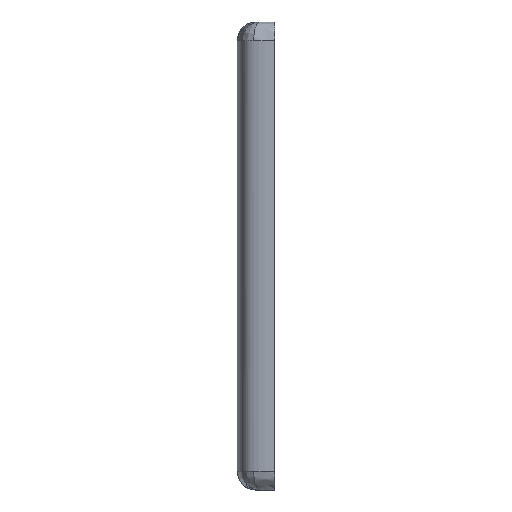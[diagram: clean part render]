
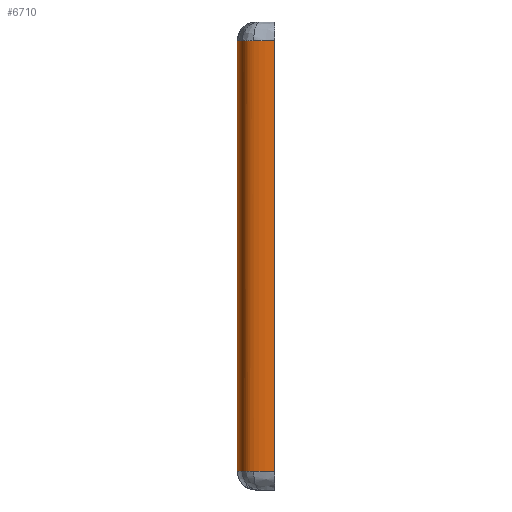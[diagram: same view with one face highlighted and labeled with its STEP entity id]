
A CAD part, left-side view. The second image highlights one B-rep face of the part: STEP entity #6710.
In plain terms, the highlighted free-form (B-spline) face has degree [4, 1] with [8, 2] control points.
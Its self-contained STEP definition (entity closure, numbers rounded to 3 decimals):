
#194=B_SPLINE_SURFACE_WITH_KNOTS('',4,1,((#12557,#12558),(#12559,#12560),
(#12561,#12562),(#12563,#12564),(#12565,#12566),(#12567,#12568),(#12569,
#12570),(#12571,#12572)),.UNSPECIFIED.,.F.,.F.,.F.,(5,1,1,1,5),(2,2),(-1.,
-0.733,-0.483,-0.233,0.),(-2.5,2.5),
 .UNSPECIFIED.);
#656=B_SPLINE_CURVE_WITH_KNOTS('',3,(#12574,#12575,#12576,#12577,#12578,
#12579,#12580,#12581,#12582,#12583),.UNSPECIFIED.,.F.,.F.,(4,1,1,1,1,1,
1,4),(-1.042,-0.451,-0.304,-0.156,
-0.082,-0.045,-0.026,-0.008),
 .UNSPECIFIED.);
#657=B_SPLINE_CURVE_WITH_KNOTS('',3,(#12585,#12586,#12587,#12588,#12589,
#12590,#12591,#12592,#12593,#12594),.UNSPECIFIED.,.F.,.F.,(4,1,1,1,1,1,
1,4),(-1.034,-1.016,-0.998,-0.961,
-0.887,-0.739,-0.591,0.),
 .UNSPECIFIED.);
#658=B_SPLINE_CURVE_WITH_KNOTS('',3,(#12596,#12597,#12598,#12599),
 .UNSPECIFIED.,.F.,.F.,(4,4),(-1.,0.),.UNSPECIFIED.);
#659=B_SPLINE_CURVE_WITH_KNOTS('',3,(#12601,#12602,#12603,#12604,#12605,
#12606,#12607,#12608),.UNSPECIFIED.,.F.,.F.,(4,1,1,1,1,4),(-0.172,
-0.101,-0.055,-0.031,-0.02,
-0.008),.UNSPECIFIED.);
#660=B_SPLINE_CURVE_WITH_KNOTS('',3,(#12610,#12611,#12612,#12613,#12614,
#12615),.UNSPECIFIED.,.F.,.F.,(4,2,4),(-4.8,-2.5,-0.2),
 .UNSPECIFIED.);
#661=B_SPLINE_CURVE_WITH_KNOTS('',3,(#12617,#12618,#12619,#12620,#12621,
#12622,#12623),.UNSPECIFIED.,.F.,.F.,(4,1,1,1,4),(-1.086,-1.063,
-1.039,-0.993,-0.923),.UNSPECIFIED.);
#662=B_SPLINE_CURVE_WITH_KNOTS('',3,(#12624,#12625,#12626,#12627,#12628),
 .UNSPECIFIED.,.F.,.F.,(4,1,4),(0.,0.571,1.),.UNSPECIFIED.);
#1030=FACE_OUTER_BOUND('',#1431,.T.);
#1431=EDGE_LOOP('',(#6085,#6086,#6087,#6088,#6089,#6090,#6091,#6092));
#1892=LINE('',#10943,#2440);
#2440=VECTOR('',#7534,46.);
#3073=VERTEX_POINT('',#10941);
#3074=VERTEX_POINT('',#10942);
#3191=VERTEX_POINT('',#12573);
#3192=VERTEX_POINT('',#12584);
#3193=VERTEX_POINT('',#12595);
#3194=VERTEX_POINT('',#12600);
#3195=VERTEX_POINT('',#12609);
#3196=VERTEX_POINT('',#12616);
#3948=EDGE_CURVE('',#3073,#3074,#1892,.T.);
#4165=EDGE_CURVE('',#3073,#3191,#656,.T.);
#4166=EDGE_CURVE('',#3192,#3074,#657,.T.);
#4167=EDGE_CURVE('',#3193,#3192,#658,.T.);
#4168=EDGE_CURVE('',#3194,#3193,#659,.T.);
#4169=EDGE_CURVE('',#3195,#3194,#660,.T.);
#4170=EDGE_CURVE('',#3196,#3195,#661,.T.);
#4171=EDGE_CURVE('',#3191,#3196,#662,.T.);
#6085=ORIENTED_EDGE('',*,*,#4165,.F.);
#6086=ORIENTED_EDGE('',*,*,#3948,.T.);
#6087=ORIENTED_EDGE('',*,*,#4166,.F.);
#6088=ORIENTED_EDGE('',*,*,#4167,.F.);
#6089=ORIENTED_EDGE('',*,*,#4168,.F.);
#6090=ORIENTED_EDGE('',*,*,#4169,.F.);
#6091=ORIENTED_EDGE('',*,*,#4170,.F.);
#6092=ORIENTED_EDGE('',*,*,#4171,.F.);
#6710=ADVANCED_FACE('',(#1030),#194,.T.);
#7534=DIRECTION('',(0.,0.,-1.));
#10941=CARTESIAN_POINT('',(-5.,16.,23.));
#10942=CARTESIAN_POINT('',(-5.,16.,-23.));
#10943=CARTESIAN_POINT('',(-5.,16.,0.));
#12557=CARTESIAN_POINT('Ctrl Pts',(-5.,16.,-25.));
#12558=CARTESIAN_POINT('Ctrl Pts',(-5.,16.,25.));
#12559=CARTESIAN_POINT('Ctrl Pts',(-8.823,16.,-25.));
#12560=CARTESIAN_POINT('Ctrl Pts',(-8.823,16.,25.));
#12561=CARTESIAN_POINT('Ctrl Pts',(-16.223,16.,-25.));
#12562=CARTESIAN_POINT('Ctrl Pts',(-16.223,16.,25.));
#12563=CARTESIAN_POINT('Ctrl Pts',(-17.377,15.435,-25.));
#12564=CARTESIAN_POINT('Ctrl Pts',(-17.377,15.435,25.));
#12565=CARTESIAN_POINT('Ctrl Pts',(-17.849,10.364,-25.));
#12566=CARTESIAN_POINT('Ctrl Pts',(-17.849,10.364,25.));
#12567=CARTESIAN_POINT('Ctrl Pts',(-16.588,6.444,-25.));
#12568=CARTESIAN_POINT('Ctrl Pts',(-16.588,6.444,25.));
#12569=CARTESIAN_POINT('Ctrl Pts',(-17.544,3.66,-25.));
#12570=CARTESIAN_POINT('Ctrl Pts',(-17.544,3.66,25.));
#12571=CARTESIAN_POINT('Ctrl Pts',(-17.33,2.436,-25.));
#12572=CARTESIAN_POINT('Ctrl Pts',(-17.33,2.436,25.));
#12573=CARTESIAN_POINT('',(-16.012,15.485,23.));
#12574=CARTESIAN_POINT('Ctrl Pts',(-5.,16.,23.));
#12575=CARTESIAN_POINT('Ctrl Pts',(-6.97,16.,23.));
#12576=CARTESIAN_POINT('Ctrl Pts',(-9.432,16.008,23.));
#12577=CARTESIAN_POINT('Ctrl Pts',(-12.457,15.936,23.));
#12578=CARTESIAN_POINT('Ctrl Pts',(-13.756,15.871,23.));
#12579=CARTESIAN_POINT('Ctrl Pts',(-14.723,15.773,23.));
#12580=CARTESIAN_POINT('Ctrl Pts',(-15.265,15.687,23.));
#12581=CARTESIAN_POINT('Ctrl Pts',(-15.633,15.604,23.));
#12582=CARTESIAN_POINT('Ctrl Pts',(-15.851,15.544,23.));
#12583=CARTESIAN_POINT('Ctrl Pts',(-16.012,15.485,23.));
#12584=CARTESIAN_POINT('',(-16.012,15.485,-23.));
#12585=CARTESIAN_POINT('Ctrl Pts',(-16.012,15.485,-23.));
#12586=CARTESIAN_POINT('Ctrl Pts',(-15.851,15.544,-23.));
#12587=CARTESIAN_POINT('Ctrl Pts',(-15.633,15.604,-23.));
#12588=CARTESIAN_POINT('Ctrl Pts',(-15.265,15.687,-23.));
#12589=CARTESIAN_POINT('Ctrl Pts',(-14.723,15.773,-23.));
#12590=CARTESIAN_POINT('Ctrl Pts',(-13.756,15.871,-23.));
#12591=CARTESIAN_POINT('Ctrl Pts',(-12.457,15.936,-23.));
#12592=CARTESIAN_POINT('Ctrl Pts',(-9.432,16.008,-23.));
#12593=CARTESIAN_POINT('Ctrl Pts',(-6.97,16.,-23.));
#12594=CARTESIAN_POINT('Ctrl Pts',(-5.,16.,-23.));
#12595=CARTESIAN_POINT('',(-17.221,14.242,-23.));
#12596=CARTESIAN_POINT('Ctrl Pts',(-17.221,14.242,-23.));
#12597=CARTESIAN_POINT('Ctrl Pts',(-17.028,14.817,-23.));
#12598=CARTESIAN_POINT('Ctrl Pts',(-16.725,15.224,-23.));
#12599=CARTESIAN_POINT('Ctrl Pts',(-16.012,15.485,-23.));
#12600=CARTESIAN_POINT('',(-17.506,12.,-23.));
#12601=CARTESIAN_POINT('Ctrl Pts',(-17.506,12.,-23.));
#12602=CARTESIAN_POINT('Ctrl Pts',(-17.504,12.277,-23.));
#12603=CARTESIAN_POINT('Ctrl Pts',(-17.486,12.746,-23.));
#12604=CARTESIAN_POINT('Ctrl Pts',(-17.423,13.335,-23.));
#12605=CARTESIAN_POINT('Ctrl Pts',(-17.357,13.722,-23.));
#12606=CARTESIAN_POINT('Ctrl Pts',(-17.298,13.983,-23.));
#12607=CARTESIAN_POINT('Ctrl Pts',(-17.255,14.139,-23.));
#12608=CARTESIAN_POINT('Ctrl Pts',(-17.221,14.242,-23.));
#12609=CARTESIAN_POINT('',(-17.506,12.,23.));
#12610=CARTESIAN_POINT('Ctrl Pts',(-17.506,12.,23.));
#12611=CARTESIAN_POINT('Ctrl Pts',(-17.506,12.,15.333));
#12612=CARTESIAN_POINT('Ctrl Pts',(-17.506,12.,7.667));
#12613=CARTESIAN_POINT('Ctrl Pts',(-17.506,12.,-7.667));
#12614=CARTESIAN_POINT('Ctrl Pts',(-17.506,12.,-15.333));
#12615=CARTESIAN_POINT('Ctrl Pts',(-17.506,12.,-23.));
#12616=CARTESIAN_POINT('',(-17.221,14.242,23.));
#12617=CARTESIAN_POINT('Ctrl Pts',(-17.221,14.242,23.));
#12618=CARTESIAN_POINT('Ctrl Pts',(-17.289,14.037,23.));
#12619=CARTESIAN_POINT('Ctrl Pts',(-17.347,13.779,23.));
#12620=CARTESIAN_POINT('Ctrl Pts',(-17.426,13.328,23.));
#12621=CARTESIAN_POINT('Ctrl Pts',(-17.486,12.746,23.));
#12622=CARTESIAN_POINT('Ctrl Pts',(-17.504,12.277,23.));
#12623=CARTESIAN_POINT('Ctrl Pts',(-17.506,12.,23.));
#12624=CARTESIAN_POINT('Ctrl Pts',(-16.012,15.485,23.));
#12625=CARTESIAN_POINT('Ctrl Pts',(-16.419,15.336,23.));
#12626=CARTESIAN_POINT('Ctrl Pts',(-16.89,14.995,23.));
#12627=CARTESIAN_POINT('Ctrl Pts',(-17.138,14.488,23.));
#12628=CARTESIAN_POINT('Ctrl Pts',(-17.221,14.242,23.));
